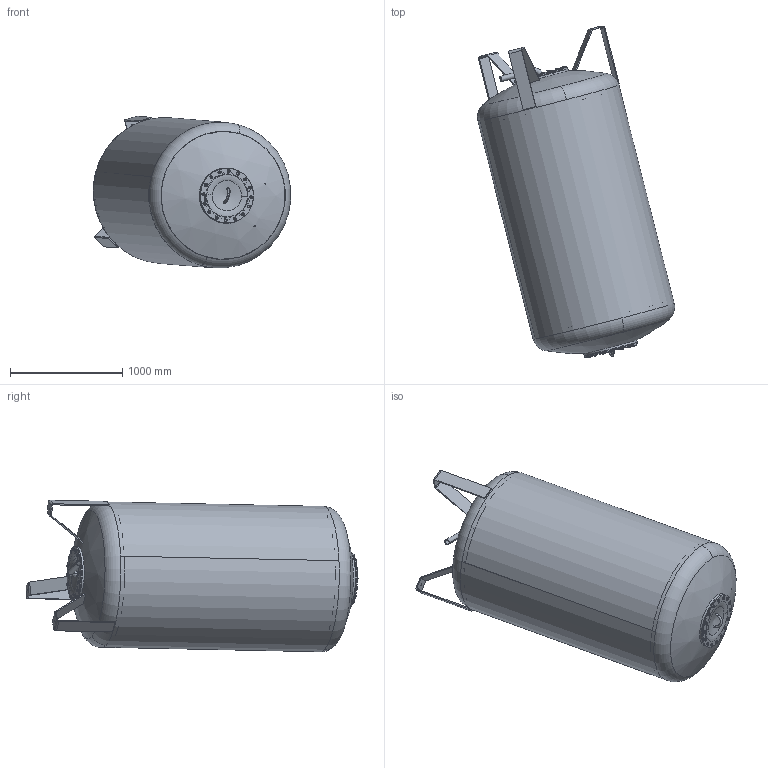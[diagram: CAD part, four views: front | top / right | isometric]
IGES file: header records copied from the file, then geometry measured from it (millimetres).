
Global section: file name: No Iges File Name specified; native system: Autodesk Inventor 2009; preprocessor: AutoDesk Inventor Iges Exporter R2009; author: CADJOBServer; date: 20091009.084512; units: millimetre
Bounding box: 1756.69 x 2958.08 x 1350.51 mm (x, y, z)
Volume: 105293600.3 mm3; surface area: 37410509.1 mm2
Topology: 47 solids, 47 shells, 1938 faces, 4816 edges, 3119 vertices
Faces by surface type: plane 703, bspline 372, cone 294, revolution 240, cylinder 237, torus 86, sphere 6
